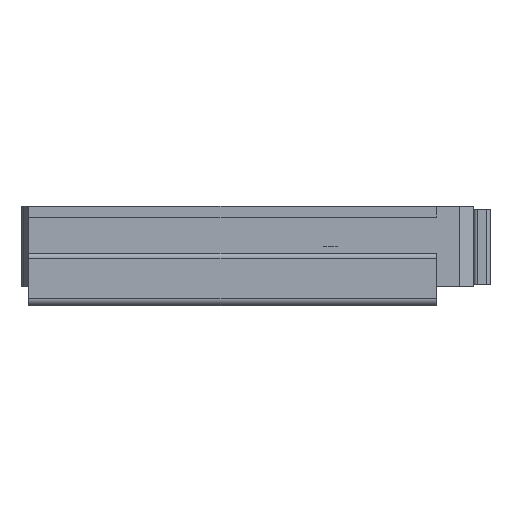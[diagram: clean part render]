
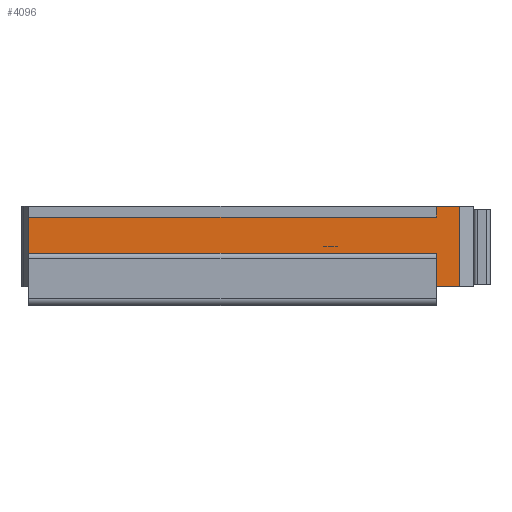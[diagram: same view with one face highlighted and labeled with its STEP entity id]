
A CAD part, left-side view. The second image highlights one B-rep face of the part: STEP entity #4096.
In plain terms, the highlighted planar face has unit normal (-1, 0, 0).
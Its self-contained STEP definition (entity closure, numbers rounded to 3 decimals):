
#407=FACE_OUTER_BOUND('',#640,.T.);
#640=EDGE_LOOP('',(#3240,#3241,#3242,#3243,#3244,#3245,#3246,#3247));
#914=LINE('',#6239,#1325);
#937=LINE('',#6295,#1348);
#970=LINE('',#6369,#1381);
#994=LINE('',#6431,#1405);
#1049=LINE('',#6682,#1460);
#1050=LINE('',#6685,#1461);
#1051=LINE('',#6686,#1462);
#1052=LINE('',#6687,#1463);
#1325=VECTOR('',#4945,3.5);
#1348=VECTOR('',#4988,1.2);
#1381=VECTOR('',#5043,3.5);
#1405=VECTOR('',#5087,9.2);
#1460=VECTOR('',#5280,12.);
#1461=VECTOR('',#5283,60.8);
#1462=VECTOR('',#5284,60.8);
#1463=VECTOR('',#5285,1.6);
#1755=VERTEX_POINT('',#6236);
#1756=VERTEX_POINT('',#6238);
#1779=VERTEX_POINT('',#6294);
#1808=VERTEX_POINT('',#6366);
#1809=VERTEX_POINT('',#6368);
#1836=VERTEX_POINT('',#6428);
#1837=VERTEX_POINT('',#6430);
#1890=VERTEX_POINT('',#6684);
#2202=EDGE_CURVE('',#1756,#1755,#914,.T.);
#2230=EDGE_CURVE('',#1779,#1756,#937,.T.);
#2268=EDGE_CURVE('',#1809,#1808,#970,.T.);
#2300=EDGE_CURVE('',#1837,#1836,#994,.T.);
#2399=EDGE_CURVE('',#1809,#1755,#1049,.T.);
#2400=EDGE_CURVE('',#1890,#1837,#1050,.T.);
#2401=EDGE_CURVE('',#1836,#1779,#1051,.T.);
#2402=EDGE_CURVE('',#1808,#1890,#1052,.T.);
#3240=ORIENTED_EDGE('',*,*,#2400,.T.);
#3241=ORIENTED_EDGE('',*,*,#2300,.T.);
#3242=ORIENTED_EDGE('',*,*,#2401,.T.);
#3243=ORIENTED_EDGE('',*,*,#2230,.T.);
#3244=ORIENTED_EDGE('',*,*,#2202,.T.);
#3245=ORIENTED_EDGE('',*,*,#2399,.F.);
#3246=ORIENTED_EDGE('',*,*,#2268,.T.);
#3247=ORIENTED_EDGE('',*,*,#2402,.T.);
#3922=PLANE('',#4437);
#4096=ADVANCED_FACE('',(#407),#3922,.T.);
#4437=AXIS2_PLACEMENT_3D('',#6683,#5281,#5282);
#4945=DIRECTION('',(0.,-1.,0.));
#4988=DIRECTION('',(0.,0.,-1.));
#5043=DIRECTION('',(0.,1.,0.));
#5087=DIRECTION('',(0.,0.,-1.));
#5280=DIRECTION('',(0.,0.,-1.));
#5281=DIRECTION('center_axis',(-1.,0.,0.));
#5282=DIRECTION('ref_axis',(0.,0.,1.));
#5283=DIRECTION('',(0.,1.,0.));
#5284=DIRECTION('',(0.,-1.,0.));
#5285=DIRECTION('',(0.,0.,-1.));
#6236=CARTESIAN_POINT('',(-60.,-57.9,0.));
#6238=CARTESIAN_POINT('',(-60.,-54.4,0.));
#6239=CARTESIAN_POINT('',(-60.,-54.4,0.));
#6294=CARTESIAN_POINT('',(-60.,-54.4,1.2));
#6295=CARTESIAN_POINT('',(-60.,-54.4,1.2));
#6366=CARTESIAN_POINT('',(-60.,-54.4,12.));
#6368=CARTESIAN_POINT('',(-60.,-57.9,12.));
#6369=CARTESIAN_POINT('',(-60.,-57.9,12.));
#6428=CARTESIAN_POINT('',(-60.,6.4,1.2));
#6430=CARTESIAN_POINT('',(-60.,6.4,10.4));
#6431=CARTESIAN_POINT('',(-60.,6.4,10.4));
#6682=CARTESIAN_POINT('',(-60.,-57.9,12.));
#6683=CARTESIAN_POINT('Origin',(-60.,6.4,12.));
#6684=CARTESIAN_POINT('',(-60.,-54.4,10.4));
#6685=CARTESIAN_POINT('',(-60.,-54.4,10.4));
#6686=CARTESIAN_POINT('',(-60.,6.4,1.2));
#6687=CARTESIAN_POINT('',(-60.,-54.4,12.));
